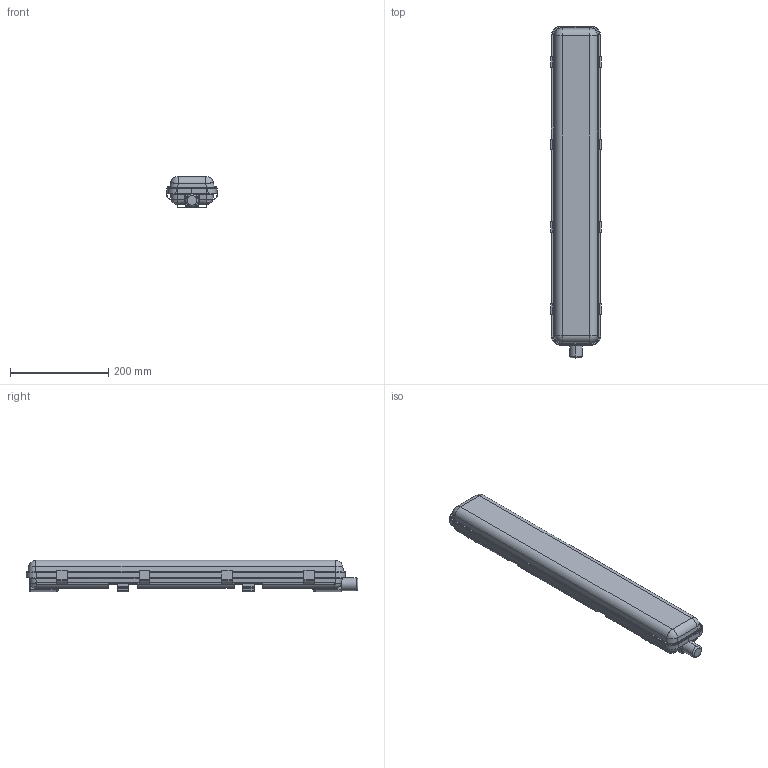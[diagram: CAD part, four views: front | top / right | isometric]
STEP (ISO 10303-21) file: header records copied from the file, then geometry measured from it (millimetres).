
FILE_DESCRIPTION (( 'STEP AP214' ), '1' );
FILE_NAME ('DP_H_2_600.STEP', '2024-01-11T12:45:45', ( '' ), ( '' ), 'SwSTEP 2.0', 'SolidWorks 2022', '' );
FILE_SCHEMA (( 'AUTOMOTIVE_DESIGN' ));
Length unit declared in the file: millimetre
Products named in the file (1): DP_H_2_600
Bounding box: 103.43 x 676.87 x 63.76 mm (x, y, z)
Volume: 379306.9 mm3; surface area: 460184.8 mm2
Topology: 12 solids, 12 shells, 587 faces, 1561 edges, 1001 vertices
Faces by surface type: plane 267, cylinder 215, bspline 88, sphere 16, torus 1
Full cylindrical faces by diameter (mm): 6 x2
Entity records: 29415 total; most frequent: CARTESIAN_POINT 9118, ORIENTED_EDGE 3102, DIRECTION 2535, EDGE_CURVE 1551, VERTEX_POINT 998, VECTOR 845, LINE 845, AXIS2_PLACEMENT_3D 845
